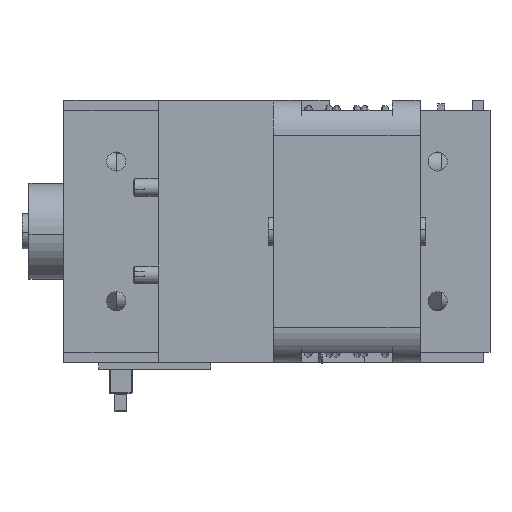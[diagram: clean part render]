
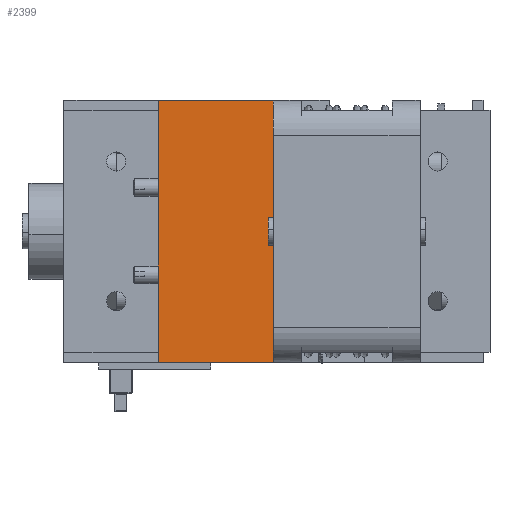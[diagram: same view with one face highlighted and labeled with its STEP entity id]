
A CAD part, front view. The second image highlights one B-rep face of the part: STEP entity #2399.
In plain terms, the highlighted face is planar.
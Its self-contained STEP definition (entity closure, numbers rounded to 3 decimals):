
#440 = EDGE_CURVE ( 'NONE', #21428, #19495, #5361, .T. ) ;
#485 = CARTESIAN_POINT ( 'NONE',  ( 15., 32.5, 37.5 ) ) ;
#766 = CARTESIAN_POINT ( 'NONE',  ( -18., 32.5, 37.5 ) ) ;
#894 = DIRECTION ( 'NONE',  ( 0., -1., 0. ) ) ;
#1323 = EDGE_CURVE ( 'NONE', #34280, #33260, #9230, .T. ) ;
#1338 = CARTESIAN_POINT ( 'NONE',  ( 15., 32.5, -37.5 ) ) ;
#2399 = ADVANCED_FACE ( 'NONE', ( #3683 ), #27891, .F. ) ;
#3683 = FACE_OUTER_BOUND ( 'NONE', #14322, .T. ) ;
#3938 = LINE ( 'NONE', #766, #11775 ) ;
#4061 = CARTESIAN_POINT ( 'NONE',  ( -18., 32.5, 37.5 ) ) ;
#4775 = CARTESIAN_POINT ( 'NONE',  ( -18., 32.5, 37.5 ) ) ;
#5361 = LINE ( 'NONE', #26603, #29763 ) ;
#6475 = AXIS2_PLACEMENT_3D ( 'NONE', #4061, #894, #18556 ) ;
#7813 = ORIENTED_EDGE ( 'NONE', *, *, #33635, .T. ) ;
#9230 = LINE ( 'NONE', #17570, #11699 ) ;
#10266 = CARTESIAN_POINT ( 'NONE',  ( -18., 32.5, 37.5 ) ) ;
#10903 = DIRECTION ( 'NONE',  ( 0., 0., -1. ) ) ;
#11569 = ORIENTED_EDGE ( 'NONE', *, *, #35700, .T. ) ;
#11699 = VECTOR ( 'NONE', #27309, 1000. ) ;
#11775 = VECTOR ( 'NONE', #15844, 1000. ) ;
#12364 = VECTOR ( 'NONE', #10903, 1000. ) ;
#12556 = VERTEX_POINT ( 'NONE', #10266 ) ;
#13193 = VERTEX_POINT ( 'NONE', #31275 ) ;
#14322 = EDGE_LOOP ( 'NONE', ( #7813, #15814, #37576, #27989, #11569, #33845 ) ) ;
#15152 = LINE ( 'NONE', #485, #38380 ) ;
#15814 = ORIENTED_EDGE ( 'NONE', *, *, #30876, .F. ) ;
#15844 = DIRECTION ( 'NONE',  ( -1., 0., 0. ) ) ;
#17078 = CARTESIAN_POINT ( 'NONE',  ( -18., 32.5, -37.5 ) ) ;
#17570 = CARTESIAN_POINT ( 'NONE',  ( 15., 32.5, 37.5 ) ) ;
#18556 = DIRECTION ( 'NONE',  ( 0., 0., -1. ) ) ;
#19285 = EDGE_CURVE ( 'NONE', #34280, #12556, #3938, .T. ) ;
#19495 = VERTEX_POINT ( 'NONE', #1338 ) ;
#19867 = LINE ( 'NONE', #17078, #35085 ) ;
#21428 = VERTEX_POINT ( 'NONE', #37740 ) ;
#24901 = CARTESIAN_POINT ( 'NONE',  ( 15., 32.5, 37.5 ) ) ;
#26602 = LINE ( 'NONE', #4775, #12364 ) ;
#26603 = CARTESIAN_POINT ( 'NONE',  ( 15., 32.5, 37.5 ) ) ;
#26668 = CARTESIAN_POINT ( 'NONE',  ( 15., 32.5, 3.969 ) ) ;
#27275 = DIRECTION ( 'NONE',  ( 0., 0., -1. ) ) ;
#27309 = DIRECTION ( 'NONE',  ( 0., 0., -1. ) ) ;
#27891 = PLANE ( 'NONE',  #6475 ) ;
#27989 = ORIENTED_EDGE ( 'NONE', *, *, #1323, .T. ) ;
#29763 = VECTOR ( 'NONE', #37896, 1000. ) ;
#30876 = EDGE_CURVE ( 'NONE', #12556, #13193, #26602, .T. ) ;
#31275 = CARTESIAN_POINT ( 'NONE',  ( -18., 32.5, -37.5 ) ) ;
#31582 = DIRECTION ( 'NONE',  ( -1., 0., 0. ) ) ;
#33260 = VERTEX_POINT ( 'NONE', #26668 ) ;
#33635 = EDGE_CURVE ( 'NONE', #19495, #13193, #19867, .T. ) ;
#33845 = ORIENTED_EDGE ( 'NONE', *, *, #440, .T. ) ;
#34280 = VERTEX_POINT ( 'NONE', #24901 ) ;
#35085 = VECTOR ( 'NONE', #31582, 1000. ) ;
#35700 = EDGE_CURVE ( 'NONE', #33260, #21428, #15152, .T. ) ;
#37576 = ORIENTED_EDGE ( 'NONE', *, *, #19285, .F. ) ;
#37740 = CARTESIAN_POINT ( 'NONE',  ( 15., 32.5, -3.969 ) ) ;
#37896 = DIRECTION ( 'NONE',  ( 0., 0., -1. ) ) ;
#38380 = VECTOR ( 'NONE', #27275, 1000. ) ;
